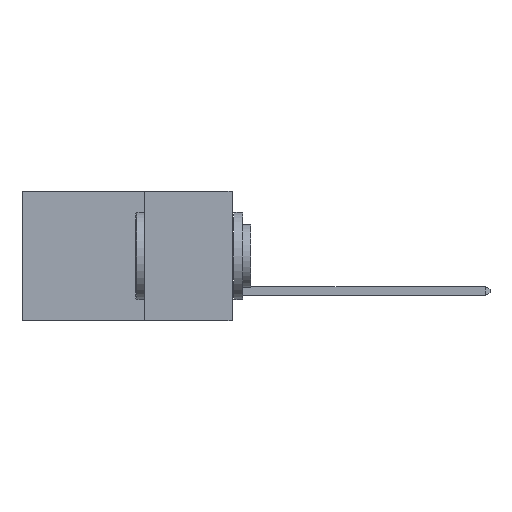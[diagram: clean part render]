
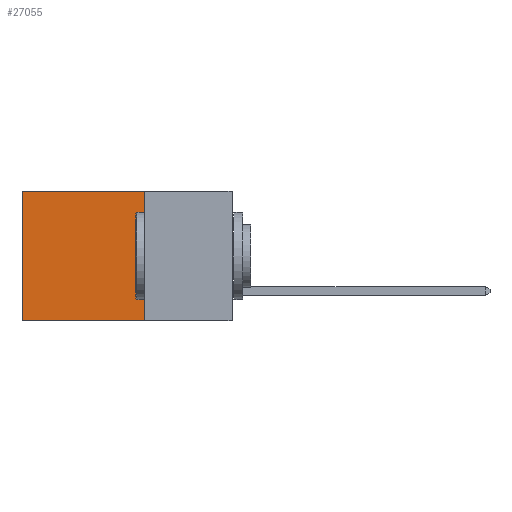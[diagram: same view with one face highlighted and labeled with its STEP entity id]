
A CAD part, left-side view. The second image highlights one B-rep face of the part: STEP entity #27055.
In plain terms, the highlighted planar face has unit normal (-1, 0, 0).
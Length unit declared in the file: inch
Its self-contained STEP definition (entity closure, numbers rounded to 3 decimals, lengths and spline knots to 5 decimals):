
#494 = CARTESIAN_POINT ( 'NONE',  ( 0.2875, 0.25, 0. ) ) ;
#2594 = VERTEX_POINT ( 'NONE', #15938 ) ;
#2874 = CARTESIAN_POINT ( 'NONE',  ( 0.2875, 0.25, 0. ) ) ;
#3144 = CARTESIAN_POINT ( 'NONE',  ( 0.2875, 0.6, -0.37 ) ) ;
#3607 = VECTOR ( 'NONE', #17994, 39.37008 ) ;
#5888 = ORIENTED_EDGE ( 'NONE', *, *, #27551, .F. ) ;
#7248 = EDGE_LOOP ( 'NONE', ( #10569, #5888, #26480, #10533 ) ) ;
#7581 = VERTEX_POINT ( 'NONE', #29030 ) ;
#7887 = DIRECTION ( 'NONE',  ( 0., 0., -1. ) ) ;
#9632 = CARTESIAN_POINT ( 'NONE',  ( 0.2875, 0.25, -0.37 ) ) ;
#9765 = LINE ( 'NONE', #9632, #27435 ) ;
#10516 = DIRECTION ( 'NONE',  ( 0., 0., -1. ) ) ;
#10533 = ORIENTED_EDGE ( 'NONE', *, *, #16013, .T. ) ;
#10569 = ORIENTED_EDGE ( 'NONE', *, *, #30028, .T. ) ;
#10704 = LINE ( 'NONE', #29993, #23521 ) ;
#13022 = CARTESIAN_POINT ( 'NONE',  ( 0.2875, 0.6, 0. ) ) ;
#15557 = CARTESIAN_POINT ( 'NONE',  ( 0.2875, 0.25, 0. ) ) ;
#15750 = DIRECTION ( 'NONE',  ( 0., 0., -1. ) ) ;
#15938 = CARTESIAN_POINT ( 'NONE',  ( 0.2875, 0.25, -0.37 ) ) ;
#15979 = LINE ( 'NONE', #494, #27139 ) ;
#16013 = EDGE_CURVE ( 'NONE', #7581, #25838, #22932, .T. ) ;
#17387 = AXIS2_PLACEMENT_3D ( 'NONE', #2874, #22302, #7887 ) ;
#17549 = PLANE ( 'NONE',  #17387 ) ;
#17994 = DIRECTION ( 'NONE',  ( 0., 1., 0. ) ) ;
#20977 = EDGE_CURVE ( 'NONE', #7581, #2594, #15979, .T. ) ;
#22302 = DIRECTION ( 'NONE',  ( 1., 0., 0. ) ) ;
#22932 = LINE ( 'NONE', #15557, #3607 ) ;
#23521 = VECTOR ( 'NONE', #15750, 39.37008 ) ;
#24255 = VERTEX_POINT ( 'NONE', #3144 ) ;
#24855 = FACE_OUTER_BOUND ( 'NONE', #7248, .T. ) ;
#25838 = VERTEX_POINT ( 'NONE', #13022 ) ;
#26480 = ORIENTED_EDGE ( 'NONE', *, *, #20977, .F. ) ;
#26648 = DIRECTION ( 'NONE',  ( 0., 1., 0. ) ) ;
#27055 = ADVANCED_FACE ( 'NONE', ( #24855 ), #17549, .F. ) ;
#27139 = VECTOR ( 'NONE', #10516, 39.37008 ) ;
#27435 = VECTOR ( 'NONE', #26648, 39.37008 ) ;
#27551 = EDGE_CURVE ( 'NONE', #2594, #24255, #9765, .T. ) ;
#29030 = CARTESIAN_POINT ( 'NONE',  ( 0.2875, 0.25, 0. ) ) ;
#29993 = CARTESIAN_POINT ( 'NONE',  ( 0.2875, 0.6, 0. ) ) ;
#30028 = EDGE_CURVE ( 'NONE', #25838, #24255, #10704, .T. ) ;
